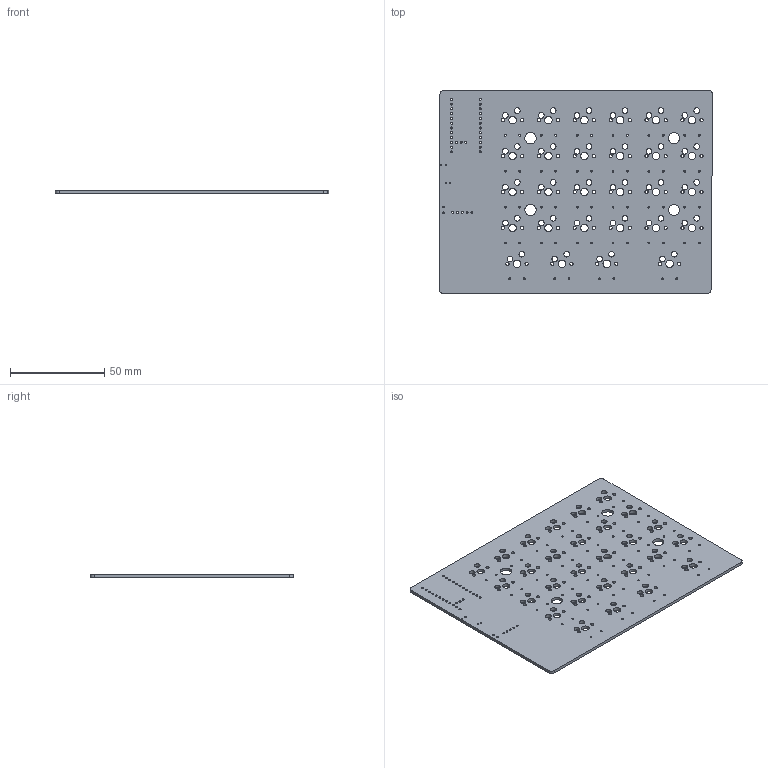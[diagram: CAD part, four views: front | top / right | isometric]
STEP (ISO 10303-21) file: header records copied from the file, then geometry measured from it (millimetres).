
FILE_DESCRIPTION(('KiCad electronic assembly'),'2;1');
FILE_NAME('left-pcb.step','2024-11-01T22:07:56',('Pcbnew'),('Kicad'), 'Open CASCADE STEP processor 7.8','KiCad to STEP converter','Unknown' );
FILE_SCHEMA(('AUTOMOTIVE_DESIGN { 1 0 10303 214 1 1 1 1 }'));
Length unit declared in the file: millimetre
Products named in the file (2): pcb-left 1; _autosave-aurora_l_PCB
Assembly tree (1 placements, depth 2):
  pcb-left 1
    _autosave-aurora_l_PCB
Bounding box: 145.09 x 107.7 x 1.6 mm (x, y, z)
Volume: 23193 mm3; surface area: 32274.5 mm2
Topology: 1 solids, 1 shells, 248 faces, 738 edges, 492 vertices
Faces by surface type: cylinder 242, plane 6
Full cylindrical faces by diameter (mm): 0.75 x4, 0.9 x2, 0.991 x56, 1 x5, 1.092 x27, 1.702 x56, 3 x56, 3.988 x28, 6 x4
Entity records: 9615 total; most frequent: DIRECTION 1722, CARTESIAN_POINT 1480, ORIENTED_EDGE 1476, EDGE_CURVE 738, AXIS2_PLACEMENT_3D 734, FACE_BOUND 724, EDGE_LOOP 724, VERTEX_POINT 492
